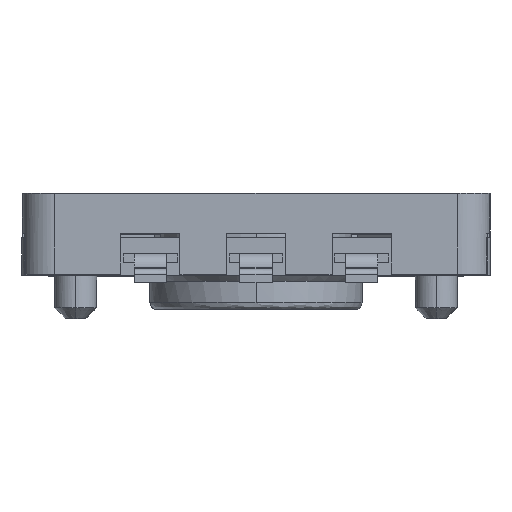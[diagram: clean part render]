
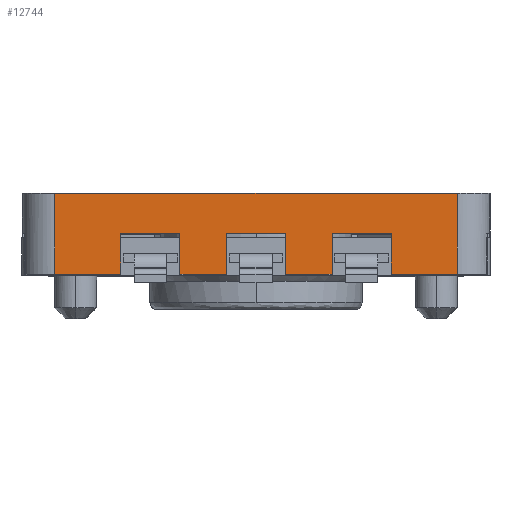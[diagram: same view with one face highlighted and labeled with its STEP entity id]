
A CAD part, top view. The second image highlights one B-rep face of the part: STEP entity #12744.
In plain terms, the highlighted planar face has unit normal (0, 0, 1).
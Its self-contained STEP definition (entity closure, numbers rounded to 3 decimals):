
#56 = EDGE_CURVE ( 'NONE', #13523, #13464, #13018, .T. ) ;
#212 = VECTOR ( 'NONE', #5123, 1000. ) ;
#483 = ORIENTED_EDGE ( 'NONE', *, *, #5019, .T. ) ;
#655 = DIRECTION ( 'NONE',  ( 1., 0., 0. ) ) ;
#750 = DIRECTION ( 'NONE',  ( 1., 0., 0. ) ) ;
#798 = ORIENTED_EDGE ( 'NONE', *, *, #56, .T. ) ;
#877 = EDGE_CURVE ( 'NONE', #7158, #4844, #9542, .T. ) ;
#1001 = DIRECTION ( 'NONE',  ( 0., 1., 0. ) ) ;
#1070 = DIRECTION ( 'NONE',  ( 1., 0., 0. ) ) ;
#1083 = CARTESIAN_POINT ( 'NONE',  ( -1.791, 0.025, 5.867 ) ) ;
#1106 = EDGE_CURVE ( 'NONE', #10016, #10846, #4620, .T. ) ;
#1113 = VECTOR ( 'NONE', #13699, 1000. ) ;
#1175 = VERTEX_POINT ( 'NONE', #3985 ) ;
#1387 = CARTESIAN_POINT ( 'NONE',  ( 4.737, 0.025, 5.867 ) ) ;
#1515 = ORIENTED_EDGE ( 'NONE', *, *, #11354, .T. ) ;
#1522 = CARTESIAN_POINT ( 'NONE',  ( 1.791, 0.025, 5.867 ) ) ;
#1527 = CARTESIAN_POINT ( 'NONE',  ( 4.737, 1.93, 5.867 ) ) ;
#1621 = CARTESIAN_POINT ( 'NONE',  ( -4.737, 0.025, 5.867 ) ) ;
#1828 = CARTESIAN_POINT ( 'NONE',  ( -0.699, 0.991, 5.867 ) ) ;
#1919 = ORIENTED_EDGE ( 'NONE', *, *, #10177, .T. ) ;
#1938 = LINE ( 'NONE', #11633, #1946 ) ;
#1946 = VECTOR ( 'NONE', #8381, 1000. ) ;
#2061 = VERTEX_POINT ( 'NONE', #1828 ) ;
#2111 = DIRECTION ( 'NONE',  ( 0., -1., 0. ) ) ;
#2155 = LINE ( 'NONE', #4153, #4544 ) ;
#2439 = EDGE_CURVE ( 'NONE', #7348, #3570, #2155, .T. ) ;
#2442 = ORIENTED_EDGE ( 'NONE', *, *, #5649, .F. ) ;
#2468 = EDGE_CURVE ( 'NONE', #4238, #10016, #7622, .T. ) ;
#2594 = LINE ( 'NONE', #1621, #8362 ) ;
#2685 = ORIENTED_EDGE ( 'NONE', *, *, #8705, .T. ) ;
#2757 = LINE ( 'NONE', #5887, #5903 ) ;
#2815 = DIRECTION ( 'NONE',  ( 1., 0., 0. ) ) ;
#3045 = CARTESIAN_POINT ( 'NONE',  ( -4.737, 0.991, 5.867 ) ) ;
#3570 = VERTEX_POINT ( 'NONE', #8612 ) ;
#3739 = ORIENTED_EDGE ( 'NONE', *, *, #11503, .T. ) ;
#3804 = ORIENTED_EDGE ( 'NONE', *, *, #2468, .T. ) ;
#3948 = CARTESIAN_POINT ( 'NONE',  ( -1.791, 0.025, 5.867 ) ) ;
#3964 = DIRECTION ( 'NONE',  ( 0., 1., 0. ) ) ;
#3985 = CARTESIAN_POINT ( 'NONE',  ( -3.188, 0.991, 5.867 ) ) ;
#4107 = CARTESIAN_POINT ( 'NONE',  ( 4.737, 0.025, 5.867 ) ) ;
#4153 = CARTESIAN_POINT ( 'NONE',  ( 0., 0.025, 5.867 ) ) ;
#4165 = VECTOR ( 'NONE', #1070, 1000. ) ;
#4167 = AXIS2_PLACEMENT_3D ( 'NONE', #12761, #9514, #13603 ) ;
#4238 = VERTEX_POINT ( 'NONE', #8428 ) ;
#4396 = CARTESIAN_POINT ( 'NONE',  ( 3.188, 0.991, 5.867 ) ) ;
#4501 = VECTOR ( 'NONE', #750, 1000. ) ;
#4544 = VECTOR ( 'NONE', #8393, 1000. ) ;
#4596 = CARTESIAN_POINT ( 'NONE',  ( 1.791, 0.991, 5.867 ) ) ;
#4620 = LINE ( 'NONE', #12103, #7530 ) ;
#4626 = VECTOR ( 'NONE', #9602, 1000. ) ;
#4844 = VERTEX_POINT ( 'NONE', #3948 ) ;
#4846 = ORIENTED_EDGE ( 'NONE', *, *, #9274, .T. ) ;
#5019 = EDGE_CURVE ( 'NONE', #9786, #2061, #2757, .T. ) ;
#5123 = DIRECTION ( 'NONE',  ( 1., 0., 0. ) ) ;
#5486 = VERTEX_POINT ( 'NONE', #1387 ) ;
#5542 = VECTOR ( 'NONE', #1001, 1000. ) ;
#5649 = EDGE_CURVE ( 'NONE', #6208, #12817, #10182, .T. ) ;
#5748 = DIRECTION ( 'NONE',  ( 0., 1., 0. ) ) ;
#5887 = CARTESIAN_POINT ( 'NONE',  ( -0.699, 0.025, 5.867 ) ) ;
#5903 = VECTOR ( 'NONE', #5748, 1000. ) ;
#6208 = VERTEX_POINT ( 'NONE', #9921 ) ;
#6337 = LINE ( 'NONE', #10556, #13177 ) ;
#6424 = LINE ( 'NONE', #10710, #4626 ) ;
#7141 = ORIENTED_EDGE ( 'NONE', *, *, #7489, .T. ) ;
#7158 = VERTEX_POINT ( 'NONE', #7526 ) ;
#7348 = VERTEX_POINT ( 'NONE', #11104 ) ;
#7378 = LINE ( 'NONE', #11458, #4165 ) ;
#7489 = EDGE_CURVE ( 'NONE', #3570, #1175, #6337, .T. ) ;
#7526 = CARTESIAN_POINT ( 'NONE',  ( -1.791, 0.991, 5.867 ) ) ;
#7530 = VECTOR ( 'NONE', #13146, 1000. ) ;
#7622 = LINE ( 'NONE', #13162, #8535 ) ;
#8362 = VECTOR ( 'NONE', #655, 1000. ) ;
#8381 = DIRECTION ( 'NONE',  ( 0., 1., 0. ) ) ;
#8393 = DIRECTION ( 'NONE',  ( 1., 0., 0. ) ) ;
#8428 = CARTESIAN_POINT ( 'NONE',  ( 0.699, 0.991, 5.867 ) ) ;
#8535 = VECTOR ( 'NONE', #8870, 1000. ) ;
#8612 = CARTESIAN_POINT ( 'NONE',  ( -3.188, 0.025, 5.867 ) ) ;
#8641 = EDGE_CURVE ( 'NONE', #5486, #12817, #13612, .T. ) ;
#8648 = VECTOR ( 'NONE', #13090, 1000. ) ;
#8705 = EDGE_CURVE ( 'NONE', #10846, #13523, #1938, .T. ) ;
#8861 = CARTESIAN_POINT ( 'NONE',  ( -4.737, 0.991, 5.867 ) ) ;
#8870 = DIRECTION ( 'NONE',  ( 0., -1., 0. ) ) ;
#9274 = EDGE_CURVE ( 'NONE', #4844, #9786, #2594, .T. ) ;
#9514 = DIRECTION ( 'NONE',  ( 0., 0., 1. ) ) ;
#9542 = LINE ( 'NONE', #1083, #1113 ) ;
#9602 = DIRECTION ( 'NONE',  ( 0., -1., 0. ) ) ;
#9786 = VERTEX_POINT ( 'NONE', #13667 ) ;
#9921 = CARTESIAN_POINT ( 'NONE',  ( -4.737, 1.93, 5.867 ) ) ;
#10016 = VERTEX_POINT ( 'NONE', #10307 ) ;
#10055 = ORIENTED_EDGE ( 'NONE', *, *, #1106, .T. ) ;
#10177 = EDGE_CURVE ( 'NONE', #11297, #5486, #7378, .T. ) ;
#10182 = LINE ( 'NONE', #10248, #4501 ) ;
#10248 = CARTESIAN_POINT ( 'NONE',  ( 0., 1.93, 5.867 ) ) ;
#10307 = CARTESIAN_POINT ( 'NONE',  ( 0.699, 0.025, 5.867 ) ) ;
#10327 = EDGE_LOOP ( 'NONE', ( #7141, #1515, #11295, #4846, #483, #10638, #3804, #10055, #2685, #798, #3739, #1919, #13554, #2442, #12378, #13479 ) ) ;
#10556 = CARTESIAN_POINT ( 'NONE',  ( -3.188, 0.025, 5.867 ) ) ;
#10562 = LINE ( 'NONE', #11601, #13710 ) ;
#10636 = CARTESIAN_POINT ( 'NONE',  ( -4.737, 0.991, 5.867 ) ) ;
#10638 = ORIENTED_EDGE ( 'NONE', *, *, #11086, .T. ) ;
#10710 = CARTESIAN_POINT ( 'NONE',  ( -4.737, 0.025, 5.867 ) ) ;
#10846 = VERTEX_POINT ( 'NONE', #1522 ) ;
#11086 = EDGE_CURVE ( 'NONE', #2061, #4238, #12328, .T. ) ;
#11104 = CARTESIAN_POINT ( 'NONE',  ( -4.737, 0.025, 5.867 ) ) ;
#11275 = LINE ( 'NONE', #10636, #11478 ) ;
#11295 = ORIENTED_EDGE ( 'NONE', *, *, #877, .T. ) ;
#11297 = VERTEX_POINT ( 'NONE', #12042 ) ;
#11354 = EDGE_CURVE ( 'NONE', #1175, #7158, #11275, .T. ) ;
#11458 = CARTESIAN_POINT ( 'NONE',  ( 0., 0.025, 5.867 ) ) ;
#11478 = VECTOR ( 'NONE', #2815, 1000. ) ;
#11503 = EDGE_CURVE ( 'NONE', #13464, #11297, #10562, .T. ) ;
#11601 = CARTESIAN_POINT ( 'NONE',  ( 3.188, 0.025, 5.867 ) ) ;
#11633 = CARTESIAN_POINT ( 'NONE',  ( 1.791, 0.025, 5.867 ) ) ;
#12042 = CARTESIAN_POINT ( 'NONE',  ( 3.188, 0.025, 5.867 ) ) ;
#12103 = CARTESIAN_POINT ( 'NONE',  ( -4.737, 0.025, 5.867 ) ) ;
#12328 = LINE ( 'NONE', #3045, #212 ) ;
#12378 = ORIENTED_EDGE ( 'NONE', *, *, #13394, .T. ) ;
#12561 = FACE_OUTER_BOUND ( 'NONE', #10327, .T. ) ;
#12744 = ADVANCED_FACE ( 'NONE', ( #12561 ), #13673, .T. ) ;
#12761 = CARTESIAN_POINT ( 'NONE',  ( -4.737, 0.025, 5.867 ) ) ;
#12817 = VERTEX_POINT ( 'NONE', #1527 ) ;
#13018 = LINE ( 'NONE', #8861, #8648 ) ;
#13090 = DIRECTION ( 'NONE',  ( 1., 0., 0. ) ) ;
#13146 = DIRECTION ( 'NONE',  ( 1., 0., 0. ) ) ;
#13162 = CARTESIAN_POINT ( 'NONE',  ( 0.699, 0.025, 5.867 ) ) ;
#13177 = VECTOR ( 'NONE', #3964, 1000. ) ;
#13394 = EDGE_CURVE ( 'NONE', #6208, #7348, #6424, .T. ) ;
#13464 = VERTEX_POINT ( 'NONE', #4396 ) ;
#13479 = ORIENTED_EDGE ( 'NONE', *, *, #2439, .T. ) ;
#13523 = VERTEX_POINT ( 'NONE', #4596 ) ;
#13554 = ORIENTED_EDGE ( 'NONE', *, *, #8641, .T. ) ;
#13603 = DIRECTION ( 'NONE',  ( 1., 0., 0. ) ) ;
#13612 = LINE ( 'NONE', #4107, #5542 ) ;
#13667 = CARTESIAN_POINT ( 'NONE',  ( -0.699, 0.025, 5.867 ) ) ;
#13673 = PLANE ( 'NONE',  #4167 ) ;
#13699 = DIRECTION ( 'NONE',  ( 0., -1., 0. ) ) ;
#13710 = VECTOR ( 'NONE', #2111, 1000. ) ;
